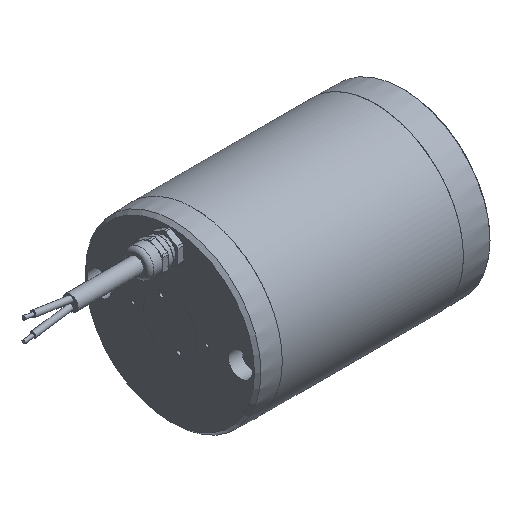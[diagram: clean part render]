
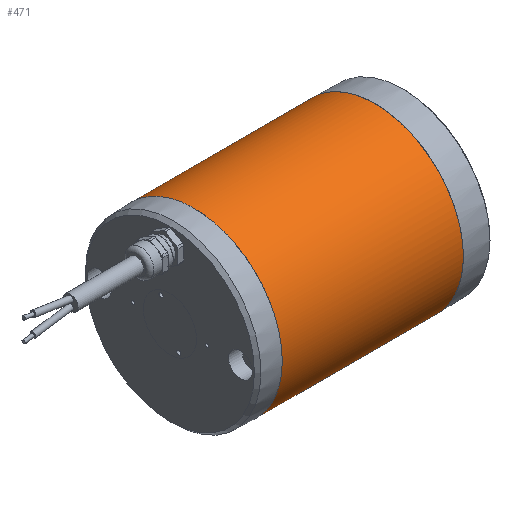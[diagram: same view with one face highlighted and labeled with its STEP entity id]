
A CAD part, isometric view. The second image highlights one B-rep face of the part: STEP entity #471.
In plain terms, the highlighted cylindrical face has radius 55 mm (diameter 110 mm), a full revolution.
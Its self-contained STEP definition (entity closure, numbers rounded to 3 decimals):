
#1 = CIRCLE ( 'NONE', #2188, 55. ) ;
#40 = EDGE_LOOP ( 'NONE', ( #1832 ) ) ;
#279 = EDGE_LOOP ( 'NONE', ( #1027 ) ) ;
#471 = ADVANCED_FACE ( 'Defeature ausgef�hrt1_74', ( #1781, #1773 ), #1757, .T. ) ;
#532 = CARTESIAN_POINT ( 'NONE',  ( 112.5, -38.844, 38.937 ) ) ;
#595 = CARTESIAN_POINT ( 'NONE',  ( 112.5, 0., 0. ) ) ;
#1027 = ORIENTED_EDGE ( 'NONE', *, *, #3799, .T. ) ;
#1048 = DIRECTION ( 'NONE',  ( 0., -0.706, 0.708 ) ) ;
#1071 = DIRECTION ( 'NONE',  ( 1., 0., 0. ) ) ;
#1231 = CARTESIAN_POINT ( 'NONE',  ( -0.5, 0., 0. ) ) ;
#1586 = CIRCLE ( 'NONE', #1878, 55. ) ;
#1729 = DIRECTION ( 'NONE',  ( 0., 0.706, -0.708 ) ) ;
#1738 = DIRECTION ( 'NONE',  ( -1., 0., 0. ) ) ;
#1751 = CARTESIAN_POINT ( 'NONE',  ( 112.5, 0., 0. ) ) ;
#1757 = CYLINDRICAL_SURFACE ( 'NONE', #2116, 55. ) ;
#1773 = FACE_OUTER_BOUND ( 'NONE', #279, .T. ) ;
#1781 = FACE_OUTER_BOUND ( 'NONE', #40, .T. ) ;
#1832 = ORIENTED_EDGE ( 'NONE', *, *, #2289, .F. ) ;
#1878 = AXIS2_PLACEMENT_3D ( 'NONE', #1231, #1071, #1048 ) ;
#1932 = DIRECTION ( 'NONE',  ( 1., 0., 0. ) ) ;
#2116 = AXIS2_PLACEMENT_3D ( 'NONE', #1751, #1738, #1729 ) ;
#2188 = AXIS2_PLACEMENT_3D ( 'NONE', #595, #1932, #3155 ) ;
#2222 = VERTEX_POINT ( 'NONE', #3452 ) ;
#2289 = EDGE_CURVE ( 'NONE', #3397, #3397, #1, .T. ) ;
#3155 = DIRECTION ( 'NONE',  ( 0., -0.706, 0.708 ) ) ;
#3397 = VERTEX_POINT ( 'NONE', #532 ) ;
#3452 = CARTESIAN_POINT ( 'NONE',  ( -0.5, -38.844, 38.937 ) ) ;
#3799 = EDGE_CURVE ( 'NONE', #2222, #2222, #1586, .T. ) ;
